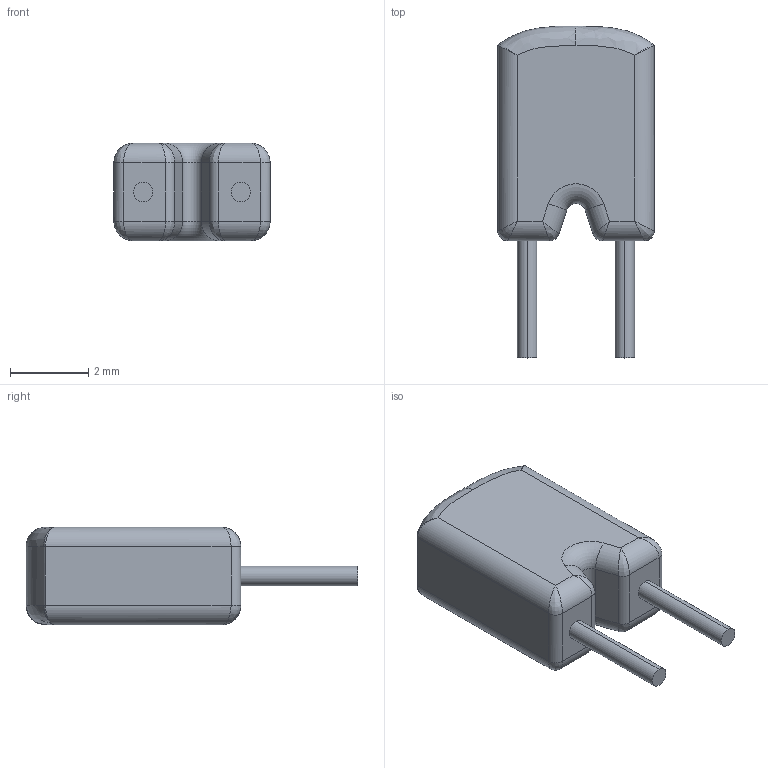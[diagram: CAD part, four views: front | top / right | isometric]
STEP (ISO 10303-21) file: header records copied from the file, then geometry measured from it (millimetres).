
FILE_DESCRIPTION (( 'STEP AP214' ), '1' );
FILE_NAME ('A25D005D-C47B-472A-A84C-778AB00B263D.STEP', '2022-07-08T06:42:46', ( '' ), ( '' ), 'SwSTEP 2.0', 'SolidWorks 2022', '' );
FILE_SCHEMA (( 'AUTOMOTIVE_DESIGN' ));
Length unit declared in the file: millimetre
Products named in the file (1): A25D005D-C47B-472A-A84C-778AB00B263D
Bounding box: 4 x 8.5 x 2.5 mm (x, y, z)
Volume: 51.3 mm3; surface area: 90.6 mm2
Topology: 1 solids, 1 shells, 51 faces, 115 edges, 56 vertices
Faces by surface type: cylinder 21, bspline 18, plane 10, torus 2
Entity records: 2185 total; most frequent: CARTESIAN_POINT 1177, ORIENTED_EDGE 206, DIRECTION 157, EDGE_CURVE 103, AXIS2_PLACEMENT_3D 58, VERTEX_POINT 56, EDGE_LOOP 53, FACE_OUTER_BOUND 51
